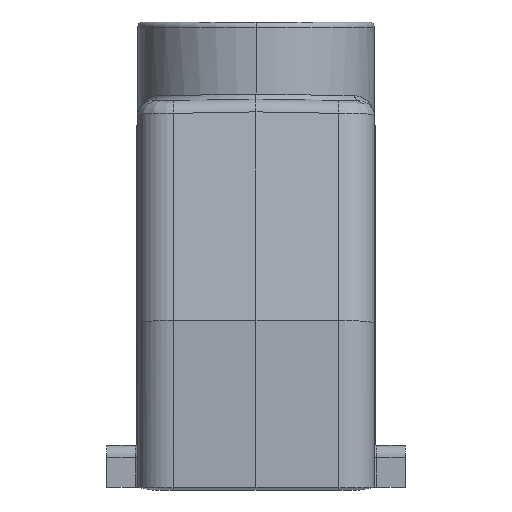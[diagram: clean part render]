
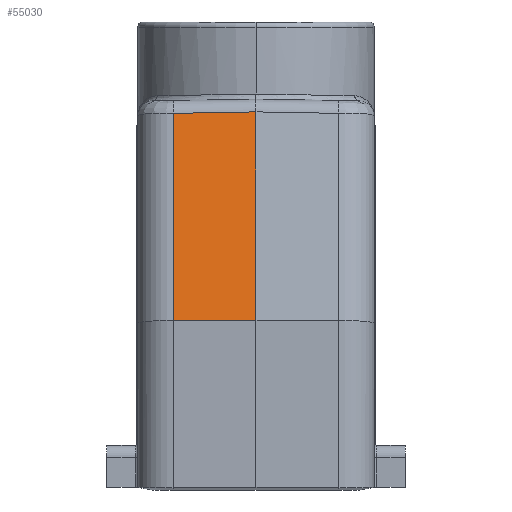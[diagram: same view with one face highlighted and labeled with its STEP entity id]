
A CAD part, left-side view. The second image highlights one B-rep face of the part: STEP entity #55030.
In plain terms, the highlighted face is planar.
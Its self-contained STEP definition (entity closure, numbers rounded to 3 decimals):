
#2530=CARTESIAN_POINT('',(51.372,96.84,
16.122));
#2540=VERTEX_POINT('',#2530);
#3030=CARTESIAN_POINT('',(51.608,97.122,
0.));
#3040=VERTEX_POINT('',#3030);
#3070=CARTESIAN_POINT('',(51.608,97.121,
0.052));
#3080=DIRECTION('',(0.015,0.017,
-1.));
#3090=VECTOR('',#3080,1.);
#3100=LINE('',#3070,#3090);
#3110=EDGE_CURVE('',#2540,#3040,#3100,.T.);
#3750=CARTESIAN_POINT('',(58.753,56.6,
0.));
#3760=VERTEX_POINT('',#3750);
#3790=CARTESIAN_POINT('',(58.893,55.81,
0.));
#3800=DIRECTION('',(-0.174,0.985,
0.));
#3810=VECTOR('',#3800,1.);
#3820=LINE('',#3790,#3810);
#3830=EDGE_CURVE('',#3760,#3040,#3820,.T.);
#38980=CARTESIAN_POINT('',(58.472,56.576,
16.122));
#38990=VERTEX_POINT('',#38980);
#39020=CARTESIAN_POINT('',(58.753,56.6,0.));
#39030=DIRECTION('',(-0.017,-0.002,
1.));
#39040=VECTOR('',#39030,1.);
#39050=LINE('',#39020,#39040);
#39060=EDGE_CURVE('',#3760,#38990,#39050,.T.);
#54870=CARTESIAN_POINT('',(56.499,68.576,
8.061));
#54880=DIRECTION('',(-0.985,-0.174,
-0.017));
#54890=DIRECTION('',(-0.017,-0.003,
1.));
#54900=AXIS2_PLACEMENT_3D('',#54870,#54880,#54890);
#54910=PLANE('',#54900);
#54920=CARTESIAN_POINT('',(56.36,68.552,
16.122));
#54930=DIRECTION('',(-0.174,0.985,
0.));
#54940=VECTOR('',#54930,1.);
#54950=LINE('',#54920,#54940);
#54960=EDGE_CURVE('',#38990,#2540,#54950,.T.);
#54970=ORIENTED_EDGE('',*,*,#54960,.F.);
#54980=ORIENTED_EDGE('',*,*,#3110,.F.);
#54990=ORIENTED_EDGE('',*,*,#3830,.T.);
#55000=ORIENTED_EDGE('',*,*,#39060,.F.);
#55010=EDGE_LOOP('',(#55000,#54990,#54980,#54970));
#55020=FACE_OUTER_BOUND('',#55010,.T.);
#55030=ADVANCED_FACE('',(#55020),#54910,.F.);
